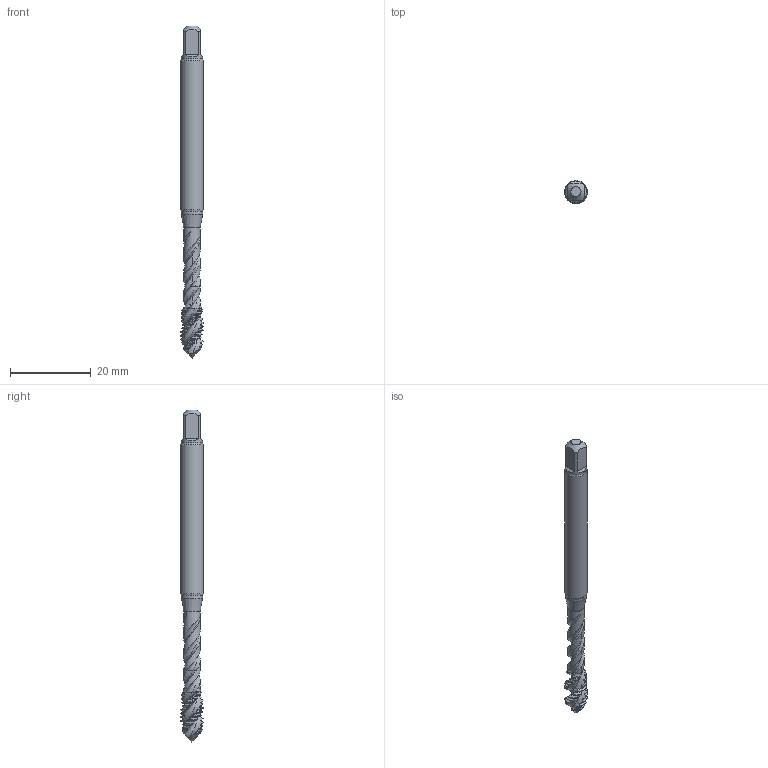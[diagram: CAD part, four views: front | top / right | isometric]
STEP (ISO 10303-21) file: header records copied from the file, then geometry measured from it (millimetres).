
FILE_DESCRIPTION(/* description */ (''),/* implementation_level */ '2;1');
FILE_NAME(/* name */ 'T34-R45H09C93-12-28-22R_Detailed.stp',/* time_stamp */ '2024-07-09T13:32:34+05:00',/* author */ (''),/* organization */ (''),/* preprocessor_version */ 'ST-DEVELOPER v18.102',/* originating_system */ 'SIEMENS PLM Software NX2206.8101',/* authorisation */ '');
FILE_SCHEMA (('AUTOMOTIVE_DESIGN { 1 0 10303 214 3 1 1 1 }'));
Length unit declared in the file: millimetre
Products named in the file (1): T34-R45H09C93-12-28-22R_Detailed_stp
Bounding box: 5.61 x 5.61 x 82.2 mm (x, y, z)
Volume: 1441.7 mm3; surface area: 1407.1 mm2
Topology: 2 solids, 2 shells, 185 faces, 542 edges, 363 vertices
Faces by surface type: cone 89, torus 40, bspline 26, cylinder 19, plane 11
Full cylindrical faces by diameter (mm): 4.098 x1, 5.3 x2, 5.588 x1
Entity records: 12154 total; most frequent: CARTESIAN_POINT 8336, ORIENTED_EDGE 1032, EDGE_CURVE 516, B_SPLINE_CURVE_WITH_KNOTS 478, DIRECTION 386, VERTEX_POINT 347, EDGE_LOOP 191, AXIS2_PLACEMENT_3D 187
